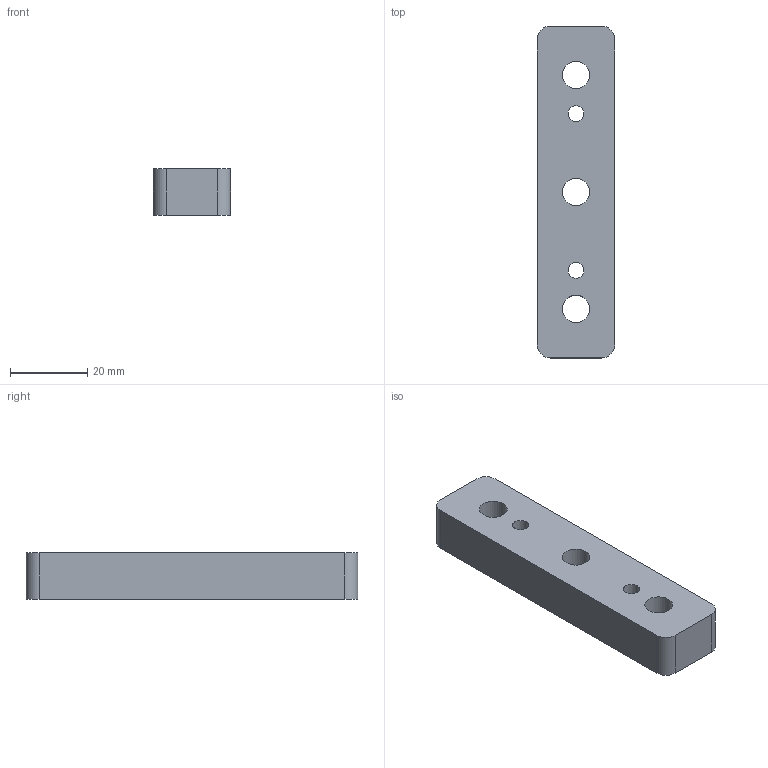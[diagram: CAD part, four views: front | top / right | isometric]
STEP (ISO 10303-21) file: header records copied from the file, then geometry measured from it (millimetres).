
FILE_DESCRIPTION((''),'2;1');
FILE_NAME('VSlot Spacer Block.ipt.step','2014-04-22T18:03:23',(''),(''),'Autodesk Inventor 2013','Autodesk Inventor 2013','');
FILE_SCHEMA(('AUTOMOTIVE_DESIGN { 1 0 10303 214 1 1 1 1 }'));
Length unit declared in the file: millimetre
Products named in the file (1): VSlot Spacer Block
Bounding box: 20 x 86.04 x 12 mm (x, y, z)
Volume: 18769.8 mm3; surface area: 6723.2 mm2
Topology: 1 solids, 1 shells, 15 faces, 44 edges, 31 vertices
Faces by surface type: cylinder 9, plane 6
Full cylindrical faces by diameter (mm): 4.134 x2, 7.14 x3
Entity records: 492 total; most frequent: DIRECTION 84, CARTESIAN_POINT 76, ORIENTED_EDGE 68, AXIS2_PLACEMENT_3D 34, EDGE_CURVE 34, EDGE_LOOP 30, VERTEX_POINT 26, CIRCLE 18
